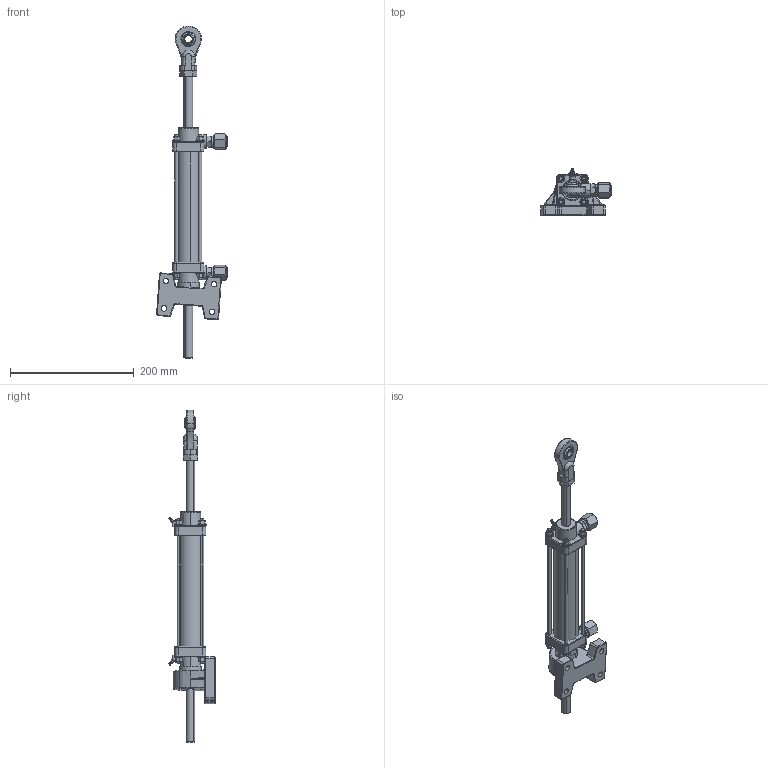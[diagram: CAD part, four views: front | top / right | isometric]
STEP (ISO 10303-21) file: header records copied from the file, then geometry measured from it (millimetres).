
FILE_DESCRIPTION(('FreeCAD Model'),'2;1');
FILE_NAME('Open CASCADE Shape Model','2025-05-05T03:39:43',('FreeCAD'),( 'FreeCAD'),'Open CASCADE STEP processor 7.6','FreeCAD','Unknown');
FILE_SCHEMA(('AUTOMOTIVE_DESIGN { 1 0 10303 214 1 1 1 1 }'));
Length unit declared in the file: millimetre
Products named in the file (1): Open CASCADE STEP translator 7.6 1
Bounding box: 114.51 x 75.28 x 537.53 mm (x, y, z)
Volume: 612286.4 mm3; surface area: 153698.9 mm2
Topology: 27 solids, 27 shells, 852 faces, 1963 edges, 1146 vertices
Faces by surface type: bspline 852
Entity records: 27479 total; most frequent: CARTESIAN_POINT 16493, ORIENTED_EDGE 3854, EDGE_CURVE 1927, VERTEX_POINT 1146, B_SPLINE_CURVE_WITH_KNOTS 1013, FACE_BOUND 937, EDGE_LOOP 937, ADVANCED_FACE 852
